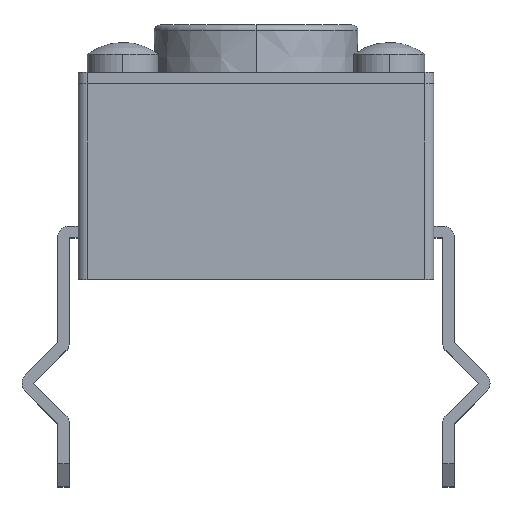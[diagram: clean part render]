
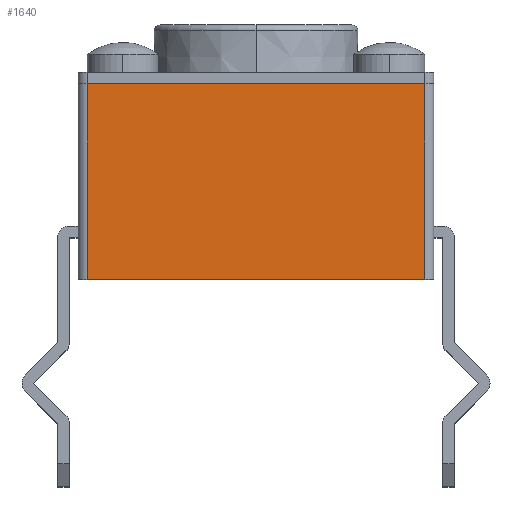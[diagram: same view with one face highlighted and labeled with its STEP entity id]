
A CAD part, top view. The second image highlights one B-rep face of the part: STEP entity #1640.
In plain terms, the highlighted planar face has unit normal (0, 0, 1).
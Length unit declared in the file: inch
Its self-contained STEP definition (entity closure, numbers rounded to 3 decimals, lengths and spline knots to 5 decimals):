
#6 = VERTEX_POINT ( 'NONE', #612 ) ;
#329 = EDGE_LOOP ( 'NONE', ( #3846, #3451, #1779, #4105 ) ) ;
#477 = LINE ( 'NONE', #3820, #1303 ) ;
#612 = CARTESIAN_POINT ( 'NONE',  ( 0.1122, 0.12992, 0.11811 ) ) ;
#630 = CARTESIAN_POINT ( 'NONE',  ( -0.1122, 0.12992, 0.11811 ) ) ;
#734 = DIRECTION ( 'NONE',  ( 1., 0., 0. ) ) ;
#827 = AXIS2_PLACEMENT_3D ( 'NONE', #1506, #2817, #1830 ) ;
#907 = EDGE_CURVE ( 'NONE', #2760, #3667, #4059, .T. ) ;
#952 = EDGE_CURVE ( 'NONE', #3667, #6, #1790, .T. ) ;
#1117 = CARTESIAN_POINT ( 'NONE',  ( -0.11811, 0., 0.11811 ) ) ;
#1303 = VECTOR ( 'NONE', #1879, 39.37008 ) ;
#1506 = CARTESIAN_POINT ( 'NONE',  ( -0.11811, 0.12992, 0.11811 ) ) ;
#1526 = CARTESIAN_POINT ( 'NONE',  ( -0.1122, 0., 0.11811 ) ) ;
#1640 = ADVANCED_FACE ( 'NONE', ( #3459 ), #2063, .F. ) ;
#1779 = ORIENTED_EDGE ( 'NONE', *, *, #2427, .F. ) ;
#1790 = LINE ( 'NONE', #2401, #3357 ) ;
#1830 = DIRECTION ( 'NONE',  ( 0., -1., 0. ) ) ;
#1879 = DIRECTION ( 'NONE',  ( 1., 0., 0. ) ) ;
#1955 = DIRECTION ( 'NONE',  ( 0., -1., 0. ) ) ;
#2039 = VERTEX_POINT ( 'NONE', #2202 ) ;
#2063 = PLANE ( 'NONE',  #827 ) ;
#2202 = CARTESIAN_POINT ( 'NONE',  ( -0.1122, 0.12992, 0.11811 ) ) ;
#2285 = LINE ( 'NONE', #630, #2336 ) ;
#2336 = VECTOR ( 'NONE', #1955, 39.37008 ) ;
#2401 = CARTESIAN_POINT ( 'NONE',  ( 0.1122, 0.12992, 0.11811 ) ) ;
#2427 = EDGE_CURVE ( 'NONE', #2039, #6, #477, .T. ) ;
#2669 = VECTOR ( 'NONE', #734, 39.37008 ) ;
#2760 = VERTEX_POINT ( 'NONE', #1526 ) ;
#2817 = DIRECTION ( 'NONE',  ( 0., 0., -1. ) ) ;
#3022 = CARTESIAN_POINT ( 'NONE',  ( 0.1122, 0., 0.11811 ) ) ;
#3064 = DIRECTION ( 'NONE',  ( 0., 1., 0. ) ) ;
#3357 = VECTOR ( 'NONE', #3064, 39.37008 ) ;
#3451 = ORIENTED_EDGE ( 'NONE', *, *, #952, .T. ) ;
#3459 = FACE_OUTER_BOUND ( 'NONE', #329, .T. ) ;
#3667 = VERTEX_POINT ( 'NONE', #3022 ) ;
#3820 = CARTESIAN_POINT ( 'NONE',  ( -0.11811, 0.12992, 0.11811 ) ) ;
#3846 = ORIENTED_EDGE ( 'NONE', *, *, #907, .T. ) ;
#3895 = EDGE_CURVE ( 'NONE', #2039, #2760, #2285, .T. ) ;
#4059 = LINE ( 'NONE', #1117, #2669 ) ;
#4105 = ORIENTED_EDGE ( 'NONE', *, *, #3895, .T. ) ;
